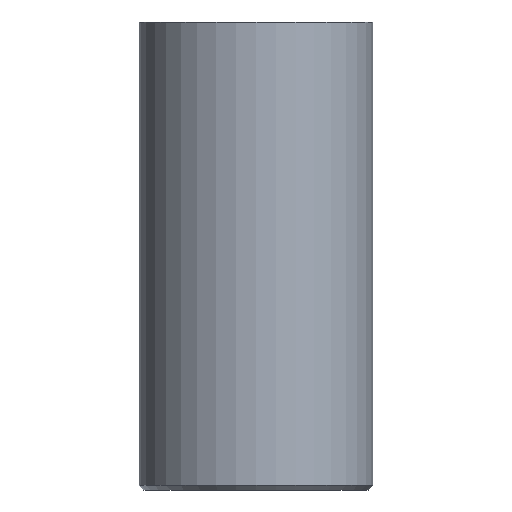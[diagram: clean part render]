
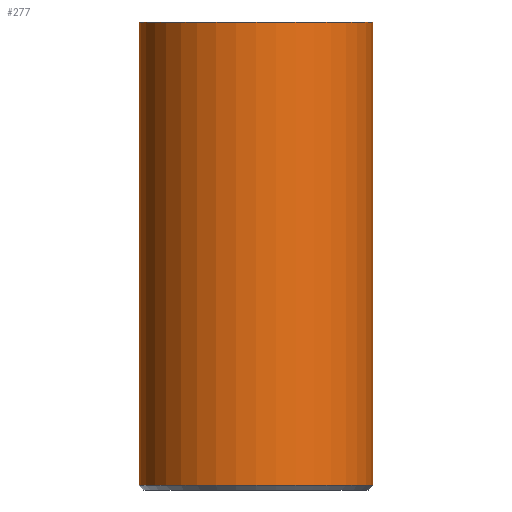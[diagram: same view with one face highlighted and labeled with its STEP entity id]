
A CAD part, front view. The second image highlights one B-rep face of the part: STEP entity #277.
In plain terms, the highlighted cylindrical face has radius 5 mm (diameter 10 mm), a partial arc.
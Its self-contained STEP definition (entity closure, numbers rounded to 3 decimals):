
#16 = EDGE_CURVE ( 'NONE', #209, #62, #736, .T. ) ;
#62 = VERTEX_POINT ( 'NONE', #430 ) ;
#66 = DIRECTION ( 'NONE',  ( 0., 0., 1. ) ) ;
#109 = DIRECTION ( 'NONE',  ( 0., 0., 1. ) ) ;
#110 = DIRECTION ( 'NONE',  ( 1., 0., 0. ) ) ;
#116 = CARTESIAN_POINT ( 'NONE',  ( 5., 0., 0. ) ) ;
#127 = CARTESIAN_POINT ( 'NONE',  ( 5., 0., 1. ) ) ;
#135 = LINE ( 'NONE', #717, #893 ) ;
#209 = VERTEX_POINT ( 'NONE', #713 ) ;
#222 = FACE_OUTER_BOUND ( 'NONE', #347, .T. ) ;
#258 = ORIENTED_EDGE ( 'NONE', *, *, #16, .T. ) ;
#277 = ADVANCED_FACE ( 'NONE', ( #222 ), #722, .T. ) ;
#294 = DIRECTION ( 'NONE',  ( 1., 0., 0. ) ) ;
#313 = DIRECTION ( 'NONE',  ( 0., 0., 1. ) ) ;
#347 = EDGE_LOOP ( 'NONE', ( #899, #258, #483, #473 ) ) ;
#389 = AXIS2_PLACEMENT_3D ( 'NONE', #879, #529, #294 ) ;
#430 = CARTESIAN_POINT ( 'NONE',  ( 5., 0., -19.8 ) ) ;
#447 = AXIS2_PLACEMENT_3D ( 'NONE', #604, #313, #110 ) ;
#471 = CARTESIAN_POINT ( 'NONE',  ( 0., 0., 1. ) ) ;
#473 = ORIENTED_EDGE ( 'NONE', *, *, #638, .F. ) ;
#474 = EDGE_CURVE ( 'NONE', #209, #499, #135, .T. ) ;
#483 = ORIENTED_EDGE ( 'NONE', *, *, #828, .T. ) ;
#499 = VERTEX_POINT ( 'NONE', #632 ) ;
#529 = DIRECTION ( 'NONE',  ( 0., 0., 1. ) ) ;
#565 = CIRCLE ( 'NONE', #447, 5. ) ;
#604 = CARTESIAN_POINT ( 'NONE',  ( 0., 0., 0. ) ) ;
#611 = AXIS2_PLACEMENT_3D ( 'NONE', #471, #109, #894 ) ;
#613 = VERTEX_POINT ( 'NONE', #116 ) ;
#632 = CARTESIAN_POINT ( 'NONE',  ( -5., 0., 0. ) ) ;
#638 = EDGE_CURVE ( 'NONE', #499, #613, #565, .T. ) ;
#713 = CARTESIAN_POINT ( 'NONE',  ( -5., 0., -19.8 ) ) ;
#717 = CARTESIAN_POINT ( 'NONE',  ( -5., 0., 1. ) ) ;
#722 = CYLINDRICAL_SURFACE ( 'NONE', #611, 5. ) ;
#736 = CIRCLE ( 'NONE', #389, 5. ) ;
#753 = DIRECTION ( 'NONE',  ( 0., 0., 1. ) ) ;
#828 = EDGE_CURVE ( 'NONE', #62, #613, #841, .T. ) ;
#841 = LINE ( 'NONE', #127, #889 ) ;
#879 = CARTESIAN_POINT ( 'NONE',  ( 0., 0., -19.8 ) ) ;
#889 = VECTOR ( 'NONE', #66, 1000. ) ;
#893 = VECTOR ( 'NONE', #753, 1000. ) ;
#894 = DIRECTION ( 'NONE',  ( 1., 0., 0. ) ) ;
#899 = ORIENTED_EDGE ( 'NONE', *, *, #474, .F. ) ;
